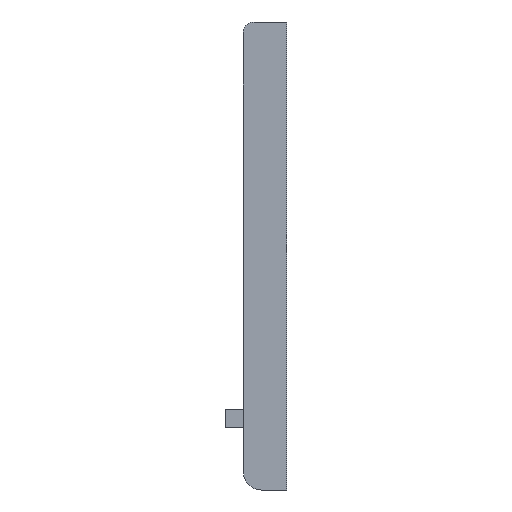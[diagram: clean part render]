
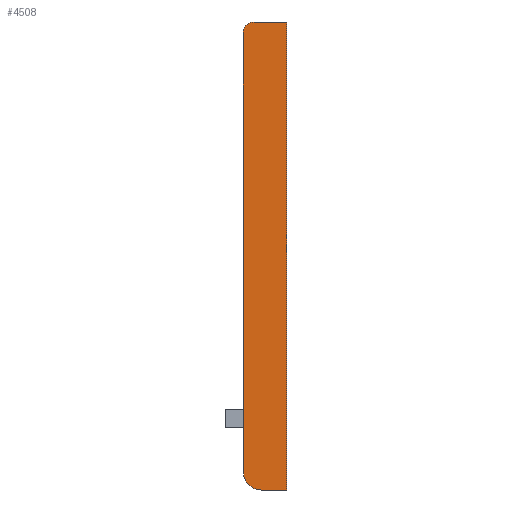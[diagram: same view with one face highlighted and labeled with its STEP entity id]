
A CAD part, left-side view. The second image highlights one B-rep face of the part: STEP entity #4508.
In plain terms, the highlighted planar face has unit normal (-1, 0, 0).
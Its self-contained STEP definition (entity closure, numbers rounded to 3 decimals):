
#125=CIRCLE('',#4762,3.);
#126=CIRCLE('',#4763,5.);
#176=FACE_OUTER_BOUND('',#403,.T.);
#403=EDGE_LOOP('',(#3089,#3090,#3091,#3092,#3093,#3094));
#749=LINE('',#6228,#1363);
#752=LINE('',#6234,#1366);
#753=LINE('',#6236,#1367);
#754=LINE('',#6240,#1368);
#1363=VECTOR('',#5108,10.);
#1366=VECTOR('',#5113,10.);
#1367=VECTOR('',#5114,10.);
#1368=VECTOR('',#5117,10.);
#1970=VERTEX_POINT('',#6225);
#1971=VERTEX_POINT('',#6227);
#1973=VERTEX_POINT('',#6233);
#1974=VERTEX_POINT('',#6235);
#1975=VERTEX_POINT('',#6237);
#1976=VERTEX_POINT('',#6239);
#2415=EDGE_CURVE('',#1970,#1971,#749,.T.);
#2418=EDGE_CURVE('',#1970,#1973,#752,.T.);
#2419=EDGE_CURVE('',#1973,#1974,#753,.T.);
#2420=EDGE_CURVE('',#1975,#1974,#125,.T.);
#2421=EDGE_CURVE('',#1976,#1975,#754,.T.);
#2422=EDGE_CURVE('',#1971,#1976,#126,.T.);
#3089=ORIENTED_EDGE('',*,*,#2418,.T.);
#3090=ORIENTED_EDGE('',*,*,#2419,.T.);
#3091=ORIENTED_EDGE('',*,*,#2420,.F.);
#3092=ORIENTED_EDGE('',*,*,#2421,.F.);
#3093=ORIENTED_EDGE('',*,*,#2422,.F.);
#3094=ORIENTED_EDGE('',*,*,#2415,.F.);
#4287=PLANE('',#4761);
#4508=ADVANCED_FACE('',(#176),#4287,.T.);
#4761=AXIS2_PLACEMENT_3D('',#6232,#5111,#5112);
#4762=AXIS2_PLACEMENT_3D('',#6238,#5115,#5116);
#4763=AXIS2_PLACEMENT_3D('',#6241,#5118,#5119);
#5108=DIRECTION('',(0.,1.,0.));
#5111=DIRECTION('center_axis',(-1.,0.,0.));
#5112=DIRECTION('ref_axis',(0.,0.,1.));
#5113=DIRECTION('',(0.,0.,1.));
#5114=DIRECTION('',(0.,1.,0.));
#5115=DIRECTION('center_axis',(1.,0.,0.));
#5116=DIRECTION('ref_axis',(0.,0.707,0.707));
#5117=DIRECTION('',(0.,0.,1.));
#5118=DIRECTION('center_axis',(1.,0.,0.));
#5119=DIRECTION('ref_axis',(0.,0.707,-0.707));
#6225=CARTESIAN_POINT('',(-97.844,-2.,-69.637));
#6227=CARTESIAN_POINT('',(-97.844,5.,-69.637));
#6228=CARTESIAN_POINT('',(-97.844,0.,-69.637));
#6232=CARTESIAN_POINT('Origin',(-97.844,0.,-69.637));
#6233=CARTESIAN_POINT('',(-97.844,-2.,59.343));
#6234=CARTESIAN_POINT('',(-97.844,-2.,-69.637));
#6235=CARTESIAN_POINT('',(-97.844,7.,59.343));
#6236=CARTESIAN_POINT('',(-97.844,0.,59.343));
#6237=CARTESIAN_POINT('',(-97.844,10.,56.343));
#6238=CARTESIAN_POINT('Origin',(-97.844,7.,56.343));
#6239=CARTESIAN_POINT('',(-97.844,10.,-64.637));
#6240=CARTESIAN_POINT('',(-97.844,10.,59.343));
#6241=CARTESIAN_POINT('Origin',(-97.844,5.,-64.637));
